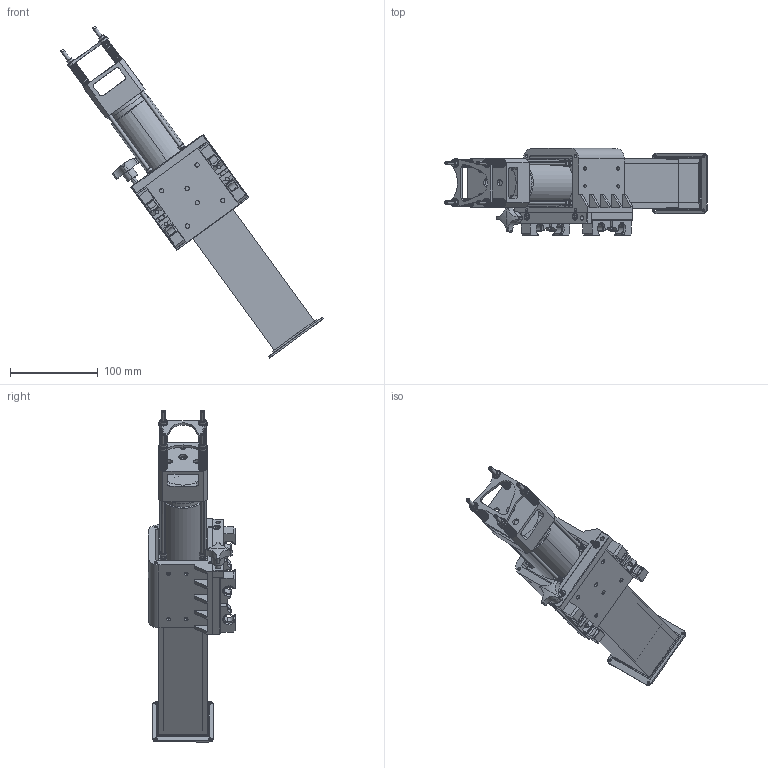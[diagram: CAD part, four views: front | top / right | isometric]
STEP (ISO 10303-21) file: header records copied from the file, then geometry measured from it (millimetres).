
FILE_DESCRIPTION(('CATIA V6 STEP','CAx-IF Rec.Pracs.--- Model Styling and Organization---1.5--- 2016-08-15','CAx-IF Rec.Pracs.---Supplemental Geometry---1.0---2011-11-01','CAx-IF Rec.Pracs.--- Composite Materials ---3.4---2017-06-13','CAx-IF Rec.Pracs.---Tessellated 3D Geometry---1.0---2015-12-17'),'2;1');
FILE_NAME('PARIS+berceau+chariot.stp','2024-06-04T16:08:33+00:00',('none'),('none'),'3DEXPERIENCE Platform3DEXPERIENCE R2020x HotFix 6','3DEXPERIENCE Platform STEP AP242 v1','none');
FILE_SCHEMA(('AP242_MANAGED_MODEL_BASED_3D_ENGINEERING_MIM_LF {1 0 10303 442 1 1 4}'));
Length unit declared in the file: millimetre
Products named in the file (27): couronne_detecteur_Tetra; N020Aensemble cristal pm 2014_1; N020Acristal 2014_2; N020Ana ti; N020Averre; N020Acolle; N020Ajonction 2014; N020Aenveloppe 2014; N020Agroupe pm 2014_3; N020APM HAMAMATSU 7723-100; N020Aembase 2; N020Acircuit; N020Amaintien pm cristal; N020Aposition comprimée; N020Aecrou rondelle m4 moyenne; N020Arondelle m4 moy D10; N020Aecrou M4; N020Aressort d9 l28; N020Aplaque appui ressort; N020Ainvariant; N020Atige filetee m4; N020Aplaque embase v5; N020Apont photomultiplicateur; 2024_01_29_11_28_14_0021; 2024_01_29_11_28_14_0068; Berceau_PARIS; corniere_butee_PARIS
Assembly tree (43 placements, depth 7):
  couronne_detecteur_Tetra
    N020Aensemble cristal pm 2014_1
      N020Acristal 2014_2
        N020Ana ti
        N020Averre
        N020Acolle
        N020Ajonction 2014
        N020Aenveloppe 2014
      N020Agroupe pm 2014_3
        N020APM HAMAMATSU 7723-100
        N020Aembase 2
        N020Acircuit
        N020Amaintien pm cristal
          N020Aposition comprimée
            N020Aecrou rondelle m4 moyenne  x4
              N020Arondelle m4 moy D10
              N020Aecrou M4
            N020Aressort d9 l28  x4
            N020Aplaque appui ressort
          N020Ainvariant
            N020Atige filetee m4  x4
            N020Aecrou M4  x8
            N020Aplaque embase v5
            N020Apont photomultiplicateur
    2024_01_29_11_28_14_0021
      2024_01_29_11_28_14_0068
    Berceau_PARIS
    corniere_butee_PARIS
Bounding box: 299.88 x 99.5 x 379.25 mm (x, y, z)
Volume: 1199115.1 mm3; surface area: 364606 mm2
Topology: 50 solids, 56 shells, 2173 faces, 5218 edges, 3139 vertices
Faces by surface type: plane 775, cone 654, cylinder 390, bspline 240, sphere 98, torus 14, revolution 2
Entity records: 44874 total; most frequent: CARTESIAN_POINT 16451, ORIENTED_EDGE 6452, DIRECTION 4270, EDGE_CURVE 3162, VERTEX_POINT 2041, VECTOR 1773, LINE 1773, AXIS2_PLACEMENT_3D 1730
